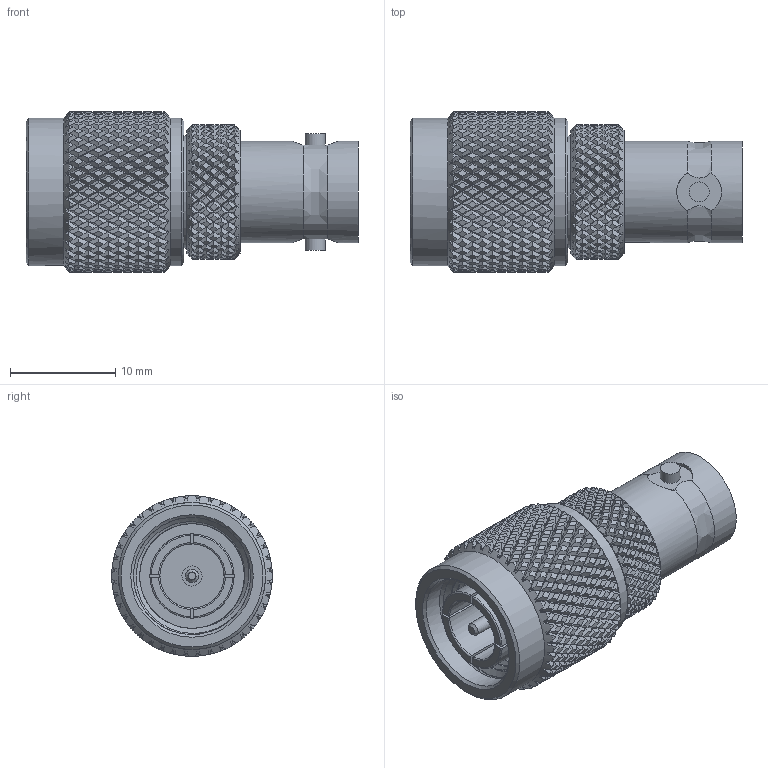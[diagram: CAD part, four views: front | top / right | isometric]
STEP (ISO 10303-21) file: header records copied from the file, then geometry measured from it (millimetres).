
FILE_DESCRIPTION (( 'STEP AP203' ), '1' );
FILE_NAME ('SM3550_3D.step', '2021-09-27T15:56:10', ( '' ), ( '' ), 'SwSTEP 2.0', 'SolidWorks 2021', '' );
FILE_SCHEMA (( 'CONFIG_CONTROL_DESIGN' ));
Products named in the file (1): SM3550_3D
Bounding box: 31.5 x 15.24 x 15.24 mm (x, y, z)
Volume: 2962.2 mm3; surface area: 3206.7 mm2
Topology: 1 solids, 1 shells, 3833 faces, 8026 edges, 4207 vertices
Faces by surface type: bspline 3045, cylinder 714, plane 49, cone 17, torus 8
Full cylindrical faces by diameter (mm): 1.27 x2, 1.905 x3, 4.572 x1, 6.096 x1, 7.976 x1, 8.255 x1, 9.601 x2, 10.69 x1, 11.113 x6, 13.97 x2
Entity records: 151334 total; most frequent: CARTESIAN_POINT 103612, ORIENTED_EDGE 15932, EDGE_CURVE 7966, VERTEX_POINT 4180, EDGE_LOOP 3864, FACE_OUTER_BOUND 3841, ADVANCED_FACE 3826, B_SPLINE_CURVE_WITH_KNOTS 3684
